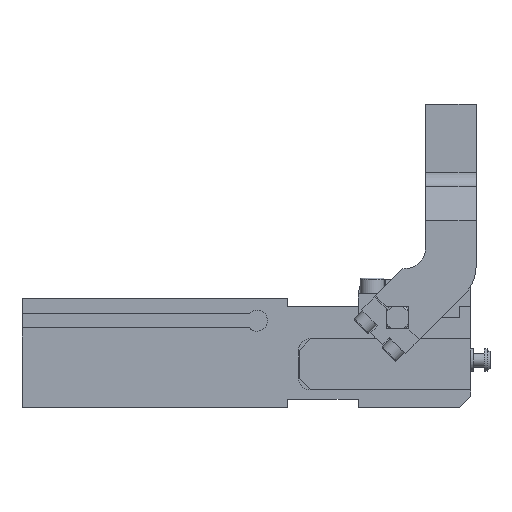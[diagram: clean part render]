
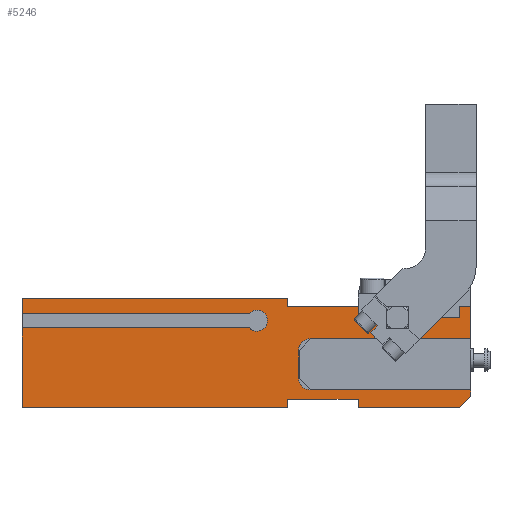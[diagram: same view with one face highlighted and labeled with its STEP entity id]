
A CAD part, top view. The second image highlights one B-rep face of the part: STEP entity #5246.
In plain terms, the highlighted planar face has unit normal (0, 0, 1).
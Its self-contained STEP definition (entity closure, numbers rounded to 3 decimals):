
#1051=AXIS2_PLACEMENT_3D('Circle Axis2P3D',#1049,#1050,$) ;
#4482=AXIS2_PLACEMENT_3D('Circle Axis2P3D',#4480,#4481,$) ;
#4530=AXIS2_PLACEMENT_3D('Circle Axis2P3D',#4528,#4529,$) ;
#4763=AXIS2_PLACEMENT_3D('Circle Axis2P3D',#4761,#4762,$) ;
#4791=AXIS2_PLACEMENT_3D('Circle Axis2P3D',#4789,#4790,$) ;
#5204=AXIS2_PLACEMENT_3D('Plane Axis2P3D',#5201,#5202,#5203) ;
#1046=CARTESIAN_POINT('Vertex',(-5.,-0.01,15.)) ;
#1049=CARTESIAN_POINT('Axis2P3D Location',(0.,0.,15.)) ;
#1053=CARTESIAN_POINT('Vertex',(5.,-0.01,15.)) ;
#4404=CARTESIAN_POINT('Line Origine',(-53.75,-0.01,15.)) ;
#4408=CARTESIAN_POINT('Vertex',(22.01,-0.01,15.)) ;
#4427=CARTESIAN_POINT('Line Origine',(22.01,-12.5,15.)) ;
#4431=CARTESIAN_POINT('Vertex',(22.01,3.99,15.)) ;
#4450=CARTESIAN_POINT('Line Origine',(-53.75,3.99,15.)) ;
#4454=CARTESIAN_POINT('Vertex',(26.,3.99,15.)) ;
#4477=CARTESIAN_POINT('Vertex',(-31.1,-7.4,15.)) ;
#4480=CARTESIAN_POINT('Axis2P3D Location',(-31.1,-11.4,15.)) ;
#4484=CARTESIAN_POINT('Vertex',(-35.1,-11.4,15.)) ;
#4504=CARTESIAN_POINT('Line Origine',(-35.1,-16.5,15.)) ;
#4508=CARTESIAN_POINT('Vertex',(-35.1,-21.6,15.)) ;
#4528=CARTESIAN_POINT('Axis2P3D Location',(-31.1,-21.6,15.)) ;
#4532=CARTESIAN_POINT('Vertex',(-31.1,-25.6,15.)) ;
#4558=CARTESIAN_POINT('Vertex',(-14.,-32.,15.)) ;
#4572=CARTESIAN_POINT('Vertex',(22.,-32.,15.)) ;
#4575=CARTESIAN_POINT('Line Origine',(4.,-32.,15.)) ;
#4598=CARTESIAN_POINT('Vertex',(-14.,-29.,15.)) ;
#4606=CARTESIAN_POINT('Line Origine',(-14.,-30.5,15.)) ;
#4629=CARTESIAN_POINT('Vertex',(-39.,-29.,15.)) ;
#4637=CARTESIAN_POINT('Line Origine',(-26.5,-29.,15.)) ;
#4676=CARTESIAN_POINT('Vertex',(-39.,-32.,15.)) ;
#4684=CARTESIAN_POINT('Line Origine',(-39.,-30.5,15.)) ;
#4702=CARTESIAN_POINT('Vertex',(-133.5,-32.,15.)) ;
#4710=CARTESIAN_POINT('Line Origine',(-86.25,-32.,15.)) ;
#4734=CARTESIAN_POINT('Vertex',(-52.702,-3.6,15.)) ;
#4741=CARTESIAN_POINT('Vertex',(-133.5,-3.6,15.)) ;
#4744=CARTESIAN_POINT('Line Origine',(-93.101,-3.6,15.)) ;
#4761=CARTESIAN_POINT('Axis2P3D Location',(-50.,-1.,15.)) ;
#4765=CARTESIAN_POINT('Vertex',(-46.25,-1.,15.)) ;
#4786=CARTESIAN_POINT('Vertex',(-52.702,1.6,15.)) ;
#4789=CARTESIAN_POINT('Axis2P3D Location',(-50.,-1.,15.)) ;
#4803=CARTESIAN_POINT('Line Origine',(-93.101,1.6,15.)) ;
#4807=CARTESIAN_POINT('Vertex',(-133.5,1.6,15.)) ;
#4832=CARTESIAN_POINT('Line Origine',(-133.5,-17.8,15.)) ;
#4837=CARTESIAN_POINT('Line Origine',(-133.5,4.3,15.)) ;
#4841=CARTESIAN_POINT('Vertex',(-133.5,7.,15.)) ;
#4894=CARTESIAN_POINT('Vertex',(-39.,7.,15.)) ;
#4902=CARTESIAN_POINT('Line Origine',(-86.25,7.,15.)) ;
#4920=CARTESIAN_POINT('Vertex',(-39.,4.,15.)) ;
#4928=CARTESIAN_POINT('Line Origine',(-39.,5.5,15.)) ;
#4950=CARTESIAN_POINT('Line Origine',(-26.505,4.,15.)) ;
#4954=CARTESIAN_POINT('Vertex',(-14.01,4.,15.)) ;
#4992=CARTESIAN_POINT('Line Origine',(-14.01,-12.5,15.)) ;
#4996=CARTESIAN_POINT('Vertex',(-14.01,-0.01,15.)) ;
#5015=CARTESIAN_POINT('Line Origine',(-53.75,-0.01,15.)) ;
#5138=CARTESIAN_POINT('Vertex',(26.,-28.,15.)) ;
#5141=CARTESIAN_POINT('Line Origine',(24.,-30.,15.)) ;
#5158=CARTESIAN_POINT('Line Origine',(-2.55,-25.6,15.)) ;
#5162=CARTESIAN_POINT('Vertex',(26.,-25.6,15.)) ;
#5186=CARTESIAN_POINT('Vertex',(26.,-7.4,15.)) ;
#5189=CARTESIAN_POINT('Line Origine',(-2.55,-7.4,15.)) ;
#5201=CARTESIAN_POINT('Axis2P3D Location',(0.,0.,15.)) ;
#5206=CARTESIAN_POINT('Line Origine',(26.,-26.8,15.)) ;
#5211=CARTESIAN_POINT('Line Origine',(26.,-1.705,15.)) ;
#1050=DIRECTION('Axis2P3D Direction',(0.,0.,1.)) ;
#4405=DIRECTION('Vector Direction',(1.,0.,0.)) ;
#4428=DIRECTION('Vector Direction',(0.,1.,0.)) ;
#4451=DIRECTION('Vector Direction',(1.,0.,0.)) ;
#4481=DIRECTION('Axis2P3D Direction',(0.,0.,1.)) ;
#4505=DIRECTION('Vector Direction',(0.,-1.,0.)) ;
#4529=DIRECTION('Axis2P3D Direction',(0.,0.,1.)) ;
#4576=DIRECTION('Vector Direction',(1.,0.,0.)) ;
#4607=DIRECTION('Vector Direction',(0.,-1.,0.)) ;
#4638=DIRECTION('Vector Direction',(1.,0.,0.)) ;
#4685=DIRECTION('Vector Direction',(0.,1.,0.)) ;
#4711=DIRECTION('Vector Direction',(1.,0.,0.)) ;
#4745=DIRECTION('Vector Direction',(1.,0.,0.)) ;
#4762=DIRECTION('Axis2P3D Direction',(0.,0.,1.)) ;
#4790=DIRECTION('Axis2P3D Direction',(0.,0.,1.)) ;
#4804=DIRECTION('Vector Direction',(1.,0.,0.)) ;
#4833=DIRECTION('Vector Direction',(0.,-1.,0.)) ;
#4838=DIRECTION('Vector Direction',(0.,-1.,0.)) ;
#4903=DIRECTION('Vector Direction',(-1.,0.,0.)) ;
#4929=DIRECTION('Vector Direction',(0.,1.,0.)) ;
#4951=DIRECTION('Vector Direction',(-1.,0.,0.)) ;
#4993=DIRECTION('Vector Direction',(0.,-1.,0.)) ;
#5016=DIRECTION('Vector Direction',(1.,0.,0.)) ;
#5142=DIRECTION('Vector Direction',(-0.707,-0.707,0.)) ;
#5159=DIRECTION('Vector Direction',(-1.,0.,0.)) ;
#5190=DIRECTION('Vector Direction',(1.,0.,0.)) ;
#5202=DIRECTION('Axis2P3D Direction',(0.,0.,1.)) ;
#5203=DIRECTION('Axis2P3D XDirection',(1.,0.,0.)) ;
#5207=DIRECTION('Vector Direction',(0.,1.,0.)) ;
#5212=DIRECTION('Vector Direction',(0.,1.,0.)) ;
#4406=VECTOR('Line Direction',#4405,1.) ;
#4429=VECTOR('Line Direction',#4428,1.) ;
#4452=VECTOR('Line Direction',#4451,1.) ;
#4506=VECTOR('Line Direction',#4505,1.) ;
#4577=VECTOR('Line Direction',#4576,1.) ;
#4608=VECTOR('Line Direction',#4607,1.) ;
#4639=VECTOR('Line Direction',#4638,1.) ;
#4686=VECTOR('Line Direction',#4685,1.) ;
#4712=VECTOR('Line Direction',#4711,1.) ;
#4746=VECTOR('Line Direction',#4745,1.) ;
#4805=VECTOR('Line Direction',#4804,1.) ;
#4834=VECTOR('Line Direction',#4833,1.) ;
#4839=VECTOR('Line Direction',#4838,1.) ;
#4904=VECTOR('Line Direction',#4903,1.) ;
#4930=VECTOR('Line Direction',#4929,1.) ;
#4952=VECTOR('Line Direction',#4951,1.) ;
#4994=VECTOR('Line Direction',#4993,1.) ;
#5017=VECTOR('Line Direction',#5016,1.) ;
#5143=VECTOR('Line Direction',#5142,1.) ;
#5160=VECTOR('Line Direction',#5159,1.) ;
#5191=VECTOR('Line Direction',#5190,1.) ;
#5208=VECTOR('Line Direction',#5207,1.) ;
#5213=VECTOR('Line Direction',#5212,1.) ;
#5217=ORIENTED_EDGE('',*,*,#1055,.F.) ;
#5218=ORIENTED_EDGE('',*,*,#5019,.T.) ;
#5219=ORIENTED_EDGE('',*,*,#4998,.T.) ;
#5220=ORIENTED_EDGE('',*,*,#4956,.T.) ;
#5221=ORIENTED_EDGE('',*,*,#4932,.T.) ;
#5222=ORIENTED_EDGE('',*,*,#4906,.T.) ;
#5223=ORIENTED_EDGE('',*,*,#4843,.T.) ;
#5224=ORIENTED_EDGE('',*,*,#4809,.T.) ;
#5225=ORIENTED_EDGE('',*,*,#4793,.F.) ;
#5226=ORIENTED_EDGE('',*,*,#4767,.F.) ;
#5227=ORIENTED_EDGE('',*,*,#4748,.F.) ;
#5228=ORIENTED_EDGE('',*,*,#4836,.T.) ;
#5229=ORIENTED_EDGE('',*,*,#4714,.T.) ;
#5230=ORIENTED_EDGE('',*,*,#4688,.T.) ;
#5231=ORIENTED_EDGE('',*,*,#4641,.T.) ;
#5232=ORIENTED_EDGE('',*,*,#4610,.T.) ;
#5233=ORIENTED_EDGE('',*,*,#4579,.T.) ;
#5234=ORIENTED_EDGE('',*,*,#5145,.T.) ;
#5235=ORIENTED_EDGE('',*,*,#5210,.T.) ;
#5236=ORIENTED_EDGE('',*,*,#5164,.F.) ;
#5237=ORIENTED_EDGE('',*,*,#4534,.F.) ;
#5238=ORIENTED_EDGE('',*,*,#4510,.F.) ;
#5239=ORIENTED_EDGE('',*,*,#4486,.F.) ;
#5240=ORIENTED_EDGE('',*,*,#5193,.F.) ;
#5241=ORIENTED_EDGE('',*,*,#5215,.T.) ;
#5242=ORIENTED_EDGE('',*,*,#4456,.T.) ;
#5243=ORIENTED_EDGE('',*,*,#4433,.T.) ;
#5244=ORIENTED_EDGE('',*,*,#4410,.T.) ;
#5246=ADVANCED_FACE('K_20_1_A00_T03_TUENKERS',(#5245),#5205,.T.) ;
#1052=CIRCLE('generated circle',#1051,5.) ;
#4483=CIRCLE('generated circle',#4482,4.) ;
#4531=CIRCLE('generated circle',#4530,4.) ;
#4764=CIRCLE('generated circle',#4763,3.75) ;
#4792=CIRCLE('generated circle',#4791,3.75) ;
#1055=EDGE_CURVE('',#1047,#1054,#1052,.T.) ;
#4410=EDGE_CURVE('',#4409,#1054,#4407,.F.) ;
#4433=EDGE_CURVE('',#4432,#4409,#4430,.F.) ;
#4456=EDGE_CURVE('',#4455,#4432,#4453,.F.) ;
#4486=EDGE_CURVE('',#4478,#4485,#4483,.T.) ;
#4510=EDGE_CURVE('',#4485,#4509,#4507,.T.) ;
#4534=EDGE_CURVE('',#4509,#4533,#4531,.T.) ;
#4579=EDGE_CURVE('',#4559,#4573,#4578,.T.) ;
#4610=EDGE_CURVE('',#4599,#4559,#4609,.T.) ;
#4641=EDGE_CURVE('',#4630,#4599,#4640,.T.) ;
#4688=EDGE_CURVE('',#4677,#4630,#4687,.T.) ;
#4714=EDGE_CURVE('',#4703,#4677,#4713,.T.) ;
#4748=EDGE_CURVE('',#4742,#4735,#4747,.T.) ;
#4767=EDGE_CURVE('',#4735,#4766,#4764,.T.) ;
#4793=EDGE_CURVE('',#4766,#4787,#4792,.T.) ;
#4809=EDGE_CURVE('',#4808,#4787,#4806,.T.) ;
#4836=EDGE_CURVE('',#4742,#4703,#4835,.T.) ;
#4843=EDGE_CURVE('',#4842,#4808,#4840,.T.) ;
#4906=EDGE_CURVE('',#4895,#4842,#4905,.T.) ;
#4932=EDGE_CURVE('',#4921,#4895,#4931,.T.) ;
#4956=EDGE_CURVE('',#4955,#4921,#4953,.T.) ;
#4998=EDGE_CURVE('',#4997,#4955,#4995,.F.) ;
#5019=EDGE_CURVE('',#1047,#4997,#5018,.F.) ;
#5145=EDGE_CURVE('',#4573,#5139,#5144,.F.) ;
#5164=EDGE_CURVE('',#4533,#5163,#5161,.F.) ;
#5193=EDGE_CURVE('',#5187,#4478,#5192,.F.) ;
#5210=EDGE_CURVE('',#5139,#5163,#5209,.T.) ;
#5215=EDGE_CURVE('',#5187,#4455,#5214,.T.) ;
#5216=EDGE_LOOP('',(#5217,#5218,#5219,#5220,#5221,#5222,#5223,#5224,#5225,#5226,#5227,#5228,#5229,#5230,#5231,#5232,#5233,#5234,#5235,#5236,#5237,#5238,#5239,#5240,#5241,#5242,#5243,#5244)) ;
#5245=FACE_OUTER_BOUND('',#5216,.T.) ;
#4407=LINE('Line',#4404,#4406) ;
#4430=LINE('Line',#4427,#4429) ;
#4453=LINE('Line',#4450,#4452) ;
#4507=LINE('Line',#4504,#4506) ;
#4578=LINE('Line',#4575,#4577) ;
#4609=LINE('Line',#4606,#4608) ;
#4640=LINE('Line',#4637,#4639) ;
#4687=LINE('Line',#4684,#4686) ;
#4713=LINE('Line',#4710,#4712) ;
#4747=LINE('Line',#4744,#4746) ;
#4806=LINE('Line',#4803,#4805) ;
#4835=LINE('Line',#4832,#4834) ;
#4840=LINE('Line',#4837,#4839) ;
#4905=LINE('Line',#4902,#4904) ;
#4931=LINE('Line',#4928,#4930) ;
#4953=LINE('Line',#4950,#4952) ;
#4995=LINE('Line',#4992,#4994) ;
#5018=LINE('Line',#5015,#5017) ;
#5144=LINE('Line',#5141,#5143) ;
#5161=LINE('Line',#5158,#5160) ;
#5192=LINE('Line',#5189,#5191) ;
#5209=LINE('Line',#5206,#5208) ;
#5214=LINE('Line',#5211,#5213) ;
#5205=PLANE('Plane',#5204) ;
#1047=VERTEX_POINT('',#1046) ;
#1054=VERTEX_POINT('',#1053) ;
#4409=VERTEX_POINT('',#4408) ;
#4432=VERTEX_POINT('',#4431) ;
#4455=VERTEX_POINT('',#4454) ;
#4478=VERTEX_POINT('',#4477) ;
#4485=VERTEX_POINT('',#4484) ;
#4509=VERTEX_POINT('',#4508) ;
#4533=VERTEX_POINT('',#4532) ;
#4559=VERTEX_POINT('',#4558) ;
#4573=VERTEX_POINT('',#4572) ;
#4599=VERTEX_POINT('',#4598) ;
#4630=VERTEX_POINT('',#4629) ;
#4677=VERTEX_POINT('',#4676) ;
#4703=VERTEX_POINT('',#4702) ;
#4735=VERTEX_POINT('',#4734) ;
#4742=VERTEX_POINT('',#4741) ;
#4766=VERTEX_POINT('',#4765) ;
#4787=VERTEX_POINT('',#4786) ;
#4808=VERTEX_POINT('',#4807) ;
#4842=VERTEX_POINT('',#4841) ;
#4895=VERTEX_POINT('',#4894) ;
#4921=VERTEX_POINT('',#4920) ;
#4955=VERTEX_POINT('',#4954) ;
#4997=VERTEX_POINT('',#4996) ;
#5139=VERTEX_POINT('',#5138) ;
#5163=VERTEX_POINT('',#5162) ;
#5187=VERTEX_POINT('',#5186) ;
